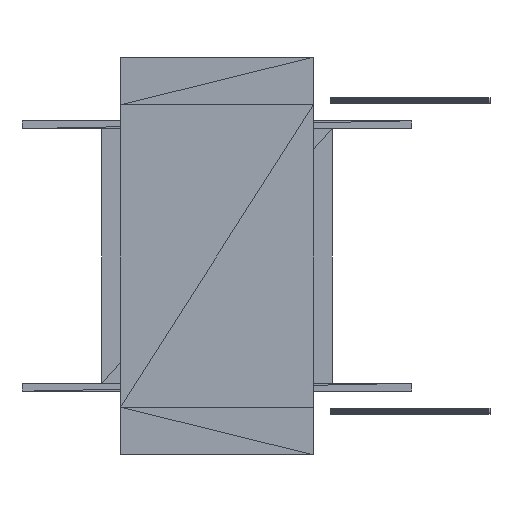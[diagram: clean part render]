
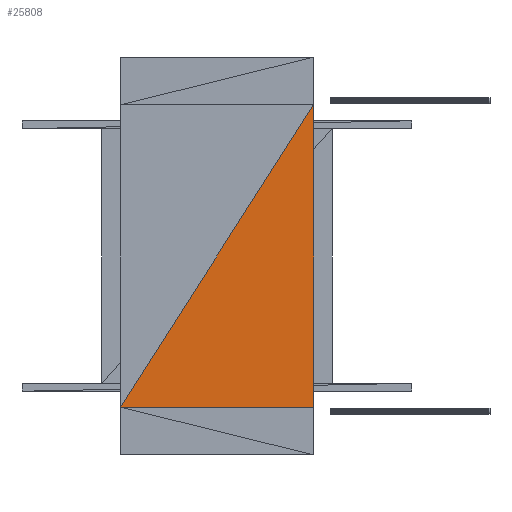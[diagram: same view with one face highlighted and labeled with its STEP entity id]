
A CAD part, left-side view. The second image highlights one B-rep face of the part: STEP entity #25808.
In plain terms, the highlighted planar face has unit normal (-1, 0, 0).
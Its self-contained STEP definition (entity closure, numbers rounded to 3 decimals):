
#2154=FACE_OUTER_BOUND('',#4302,.T.);
#4302=EDGE_LOOP('',(#21434,#21435,#21436));
#7488=LINE('',#41866,#10710);
#7497=LINE('',#41884,#10719);
#7513=LINE('',#41916,#10735);
#10710=VECTOR('',#35357,10.);
#10719=VECTOR('',#35378,10.);
#10735=VECTOR('',#35418,10.);
#11857=VERTEX_POINT('',#41812);
#11866=VERTEX_POINT('',#41862);
#11869=VERTEX_POINT('',#41880);
#15032=EDGE_CURVE('',#11866,#11857,#7488,.T.);
#15041=EDGE_CURVE('',#11857,#11869,#7497,.T.);
#15057=EDGE_CURVE('',#11866,#11869,#7513,.T.);
#21434=ORIENTED_EDGE('',*,*,#15057,.F.);
#21435=ORIENTED_EDGE('',*,*,#15032,.T.);
#21436=ORIENTED_EDGE('',*,*,#15041,.T.);
#23660=PLANE('',#27985);
#25808=ADVANCED_FACE('',(#2154),#23660,.T.);
#27985=AXIS2_PLACEMENT_3D('',#41915,#35416,#35417);
#35357=DIRECTION('',(0.,0.,1.));
#35378=DIRECTION('',(0.,0.539,-0.842));
#35416=DIRECTION('center_axis',(-1.,0.,0.));
#35417=DIRECTION('ref_axis',(0.,0.,1.));
#35418=DIRECTION('',(0.,1.,0.));
#41812=CARTESIAN_POINT('',(-27.5,-12.15,36.5));
#41862=CARTESIAN_POINT('',(-27.5,-12.15,-1.5));
#41866=CARTESIAN_POINT('',(-27.5,-12.15,-1.5));
#41880=CARTESIAN_POINT('',(-27.5,12.15,-1.5));
#41884=CARTESIAN_POINT('',(-27.5,-12.15,36.5));
#41915=CARTESIAN_POINT('Origin',(-27.5,-12.15,36.5));
#41916=CARTESIAN_POINT('',(-27.5,-12.15,-1.5));
